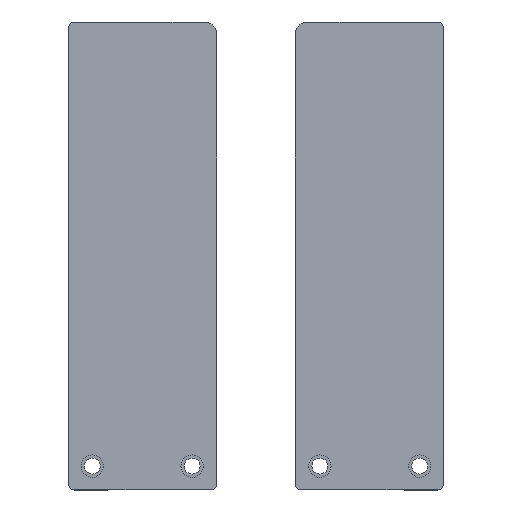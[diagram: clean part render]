
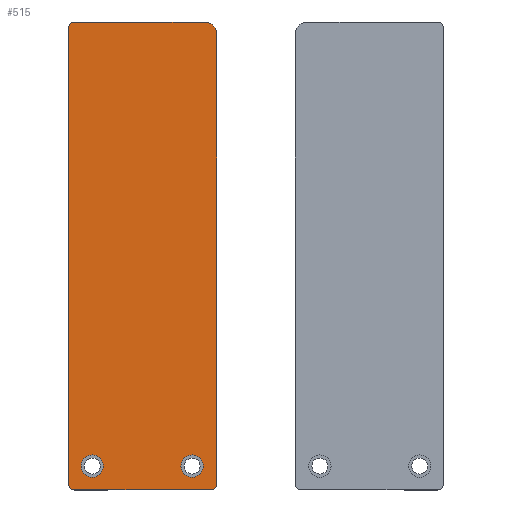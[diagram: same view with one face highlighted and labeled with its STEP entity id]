
A CAD part, top view. The second image highlights one B-rep face of the part: STEP entity #515.
In plain terms, the highlighted planar face has unit normal (0, 0, 1).
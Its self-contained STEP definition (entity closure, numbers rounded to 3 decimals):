
#17=FACE_BOUND('',#80,.T.);
#18=FACE_BOUND('',#81,.T.);
#30=PLANE('',#564);
#47=FACE_OUTER_BOUND('',#79,.T.);
#79=EDGE_LOOP('',(#361,#362,#363,#364,#365,#366,#367,#368));
#80=EDGE_LOOP('',(#369));
#81=EDGE_LOOP('',(#370));
#123=LINE('',#806,#163);
#126=LINE('',#812,#166);
#127=LINE('',#816,#167);
#128=LINE('',#820,#168);
#163=VECTOR('',#636,10.);
#166=VECTOR('',#641,10.);
#167=VECTOR('',#644,10.);
#168=VECTOR('',#647,10.);
#201=CIRCLE('',#561,0.8);
#203=CIRCLE('',#565,1.6);
#204=CIRCLE('',#566,0.8);
#205=CIRCLE('',#567,0.8);
#206=CIRCLE('',#568,1.4);
#207=CIRCLE('',#569,1.4);
#233=VERTEX_POINT('',#796);
#234=VERTEX_POINT('',#797);
#237=VERTEX_POINT('',#805);
#239=VERTEX_POINT('',#811);
#240=VERTEX_POINT('',#813);
#241=VERTEX_POINT('',#815);
#242=VERTEX_POINT('',#817);
#243=VERTEX_POINT('',#819);
#244=VERTEX_POINT('',#822);
#245=VERTEX_POINT('',#824);
#281=EDGE_CURVE('',#233,#234,#201,.T.);
#285=EDGE_CURVE('',#237,#234,#123,.T.);
#288=EDGE_CURVE('',#233,#239,#126,.T.);
#289=EDGE_CURVE('',#239,#240,#203,.T.);
#290=EDGE_CURVE('',#240,#241,#127,.T.);
#291=EDGE_CURVE('',#242,#241,#204,.T.);
#292=EDGE_CURVE('',#242,#243,#128,.T.);
#293=EDGE_CURVE('',#237,#243,#205,.T.);
#294=EDGE_CURVE('',#244,#244,#206,.T.);
#295=EDGE_CURVE('',#245,#245,#207,.T.);
#361=ORIENTED_EDGE('',*,*,#281,.F.);
#362=ORIENTED_EDGE('',*,*,#288,.T.);
#363=ORIENTED_EDGE('',*,*,#289,.T.);
#364=ORIENTED_EDGE('',*,*,#290,.T.);
#365=ORIENTED_EDGE('',*,*,#291,.F.);
#366=ORIENTED_EDGE('',*,*,#292,.T.);
#367=ORIENTED_EDGE('',*,*,#293,.F.);
#368=ORIENTED_EDGE('',*,*,#285,.T.);
#369=ORIENTED_EDGE('',*,*,#294,.T.);
#370=ORIENTED_EDGE('',*,*,#295,.T.);
#515=ADVANCED_FACE('',(#47,#17,#18),#30,.T.);
#561=AXIS2_PLACEMENT_3D('',#798,#628,#629);
#564=AXIS2_PLACEMENT_3D('',#810,#639,#640);
#565=AXIS2_PLACEMENT_3D('',#814,#642,#643);
#566=AXIS2_PLACEMENT_3D('',#818,#645,#646);
#567=AXIS2_PLACEMENT_3D('',#821,#648,#649);
#568=AXIS2_PLACEMENT_3D('',#823,#650,#651);
#569=AXIS2_PLACEMENT_3D('',#825,#652,#653);
#628=DIRECTION('center_axis',(0.,0.,-1.));
#629=DIRECTION('ref_axis',(0.707,-0.707,0.));
#636=DIRECTION('',(1.,0.,0.));
#639=DIRECTION('center_axis',(0.,0.,1.));
#640=DIRECTION('ref_axis',(1.,0.,0.));
#641=DIRECTION('',(0.,1.,0.));
#642=DIRECTION('center_axis',(0.,0.,1.));
#643=DIRECTION('ref_axis',(1.,0.,0.));
#644=DIRECTION('',(-1.,0.,0.));
#645=DIRECTION('center_axis',(0.,0.,-1.));
#646=DIRECTION('ref_axis',(-0.707,0.707,0.));
#647=DIRECTION('',(0.,-1.,0.));
#648=DIRECTION('center_axis',(0.,0.,-1.));
#649=DIRECTION('ref_axis',(-0.707,-0.707,0.));
#650=DIRECTION('center_axis',(0.,0.,-1.));
#651=DIRECTION('ref_axis',(1.,0.,0.));
#652=DIRECTION('center_axis',(0.,0.,-1.));
#653=DIRECTION('ref_axis',(1.,0.,0.));
#796=CARTESIAN_POINT('',(-4.9,5.8,1.5));
#797=CARTESIAN_POINT('',(-5.7,5.,1.5));
#798=CARTESIAN_POINT('Origin',(-5.7,5.8,1.5));
#805=CARTESIAN_POINT('',(-22.7,5.,1.5));
#806=CARTESIAN_POINT('',(-23.5,5.,1.5));
#810=CARTESIAN_POINT('Origin',(-14.2,34.3,1.5));
#811=CARTESIAN_POINT('',(-4.9,62.,1.5));
#812=CARTESIAN_POINT('',(-4.9,5.,1.5));
#813=CARTESIAN_POINT('',(-6.5,63.6,1.5));
#814=CARTESIAN_POINT('Origin',(-6.5,62.,1.5));
#815=CARTESIAN_POINT('',(-22.7,63.6,1.5));
#816=CARTESIAN_POINT('',(-23.5,63.6,1.5));
#817=CARTESIAN_POINT('',(-23.5,62.8,1.5));
#818=CARTESIAN_POINT('Origin',(-22.7,62.8,1.5));
#819=CARTESIAN_POINT('',(-23.5,5.8,1.5));
#820=CARTESIAN_POINT('',(-23.5,5.,1.5));
#821=CARTESIAN_POINT('Origin',(-22.7,5.8,1.5));
#822=CARTESIAN_POINT('',(-9.4,8.,1.5));
#823=CARTESIAN_POINT('Origin',(-8.,8.,1.5));
#824=CARTESIAN_POINT('',(-21.9,8.,1.5));
#825=CARTESIAN_POINT('Origin',(-20.5,8.,1.5));
